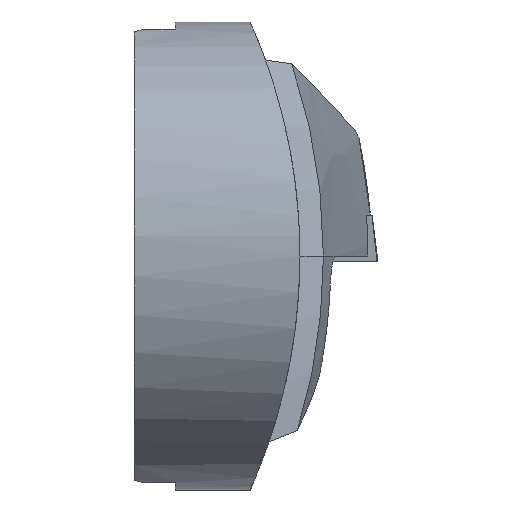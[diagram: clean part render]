
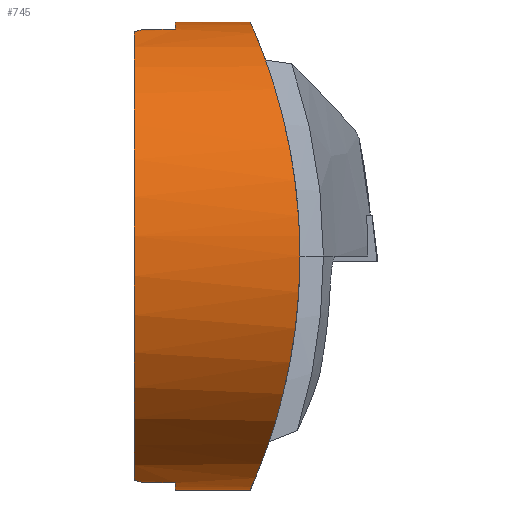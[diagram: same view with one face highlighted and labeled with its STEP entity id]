
A CAD part, left-side view. The second image highlights one B-rep face of the part: STEP entity #745.
In plain terms, the highlighted cylindrical face has radius 12 mm (diameter 24 mm), a partial arc.
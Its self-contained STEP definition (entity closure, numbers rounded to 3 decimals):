
#581=EDGE_CURVE('NONE',#1389,#1529,#1654,.F.);
#609=VERTEX_POINT('NONE',#1685);
#661=EDGE_CURVE('NONE',#1429,#927,#1740,.F.);
#745=ADVANCED_FACE('NONE',(#1831),#1832,.T.);
#907=EDGE_CURVE('NONE',#1025,#1429,#2014,.F.);
#927=VERTEX_POINT('NONE',#2038);
#1025=VERTEX_POINT('NONE',#2145);
#1105=EDGE_CURVE('NONE',#1557,#1521,#2232,.T.);
#1123=EDGE_CURVE('NONE',#1557,#1389,#2253,.F.);
#1277=EDGE_CURVE('NONE',#1405,#609,#2430,.F.);
#1307=EDGE_CURVE('NONE',#1385,#1405,#2462,.F.);
#1367=EDGE_CURVE('NONE',#1529,#1025,#2524,.T.);
#1383=VERTEX_POINT('NONE',#2543);
#1385=VERTEX_POINT('NONE',#2545);
#1389=VERTEX_POINT('NONE',#2549);
#1405=VERTEX_POINT('NONE',#2566);
#1409=EDGE_CURVE('NONE',#927,#1383,#2570,.F.);
#1429=VERTEX_POINT('NONE',#2593);
#1521=VERTEX_POINT('NONE',#2695);
#1529=VERTEX_POINT('NONE',#2703);
#1557=VERTEX_POINT('NONE',#2732);
#1563=EDGE_CURVE('NONE',#609,#1521,#2739,.F.);
#1583=EDGE_CURVE('NONE',#1383,#1385,#2760,.T.);
#1654=B_SPLINE_CURVE_WITH_KNOTS('',3,(#2837,#2838,#2839,#2840,#2841,#2842,#2843,#2844,#2845,#2846,#2847,#2848,#2849,#2850,#2851,#2852,#2853,#2854,#2855,#2856,#2857,#2858),.UNSPECIFIED.,.F.,.F.,(4,2,2,2,2,2,2,2,2,2,4),(34.337,36.628,38.918,41.209,43.499,45.79,48.078,50.366,52.654,54.942,57.23),.UNSPECIFIED.);
#1685=CARTESIAN_POINT('',(-2.95,-2.1,-11.632));
#1740=LINE('',#2979,#2980);
#1831=FACE_OUTER_BOUND('',#3124,.T.);
#1832=CYLINDRICAL_SURFACE('',#3125,12.0);
#2014=CIRCLE('',#3372,12.0);
#2038=CARTESIAN_POINT('',(-2.95,-0.5,11.632));
#2145=CARTESIAN_POINT('',(0.,-2.1,12.0));
#2232=LINE('',#3693,#3694);
#2253=B_SPLINE_CURVE_WITH_KNOTS('',3,(#3722,#3723,#3724,#3725,#3726,#3727,#3728,#3729,#3730,#3731,#3732,#3733,#3734,#3735,#3736,#3737,#3738,#3739,#3740,#3741,#3742,#3743,#3744),.UNSPECIFIED.,.F.,.F.,(4,2,2,2,2,2,2,2,2,3,4),(-20.602,-18.314,-16.026,-13.738,-11.45,-9.162,-6.871,-4.581,-2.29,0.0,2.29),.UNSPECIFIED.);
#2430=LINE('',#4032,#4033);
#2462=ELLIPSE('',#4080,16.971,12.0);
#2524=LINE('',#4200,#4201);
#2543=CARTESIAN_POINT('',(-3.45,0.,11.493));
#2545=CARTESIAN_POINT('',(-3.45,0.0,-11.493));
#2549=CARTESIAN_POINT('',(-12.0,-8.5,0.));
#2566=CARTESIAN_POINT('',(-2.95,-0.5,-11.632));
#2570=ELLIPSE('',#4876,16.971,12.0);
#2593=CARTESIAN_POINT('',(-2.95,-2.1,11.632));
#2695=CARTESIAN_POINT('',(0.,-2.1,-12.0));
#2703=CARTESIAN_POINT('',(0.,-5.949,12.0));
#2732=CARTESIAN_POINT('',(0.,-5.949,-12.0));
#2739=CIRCLE('',#5145,12.0);
#2760=CIRCLE('',#5173,12.0);
#2837=CARTESIAN_POINT('',(2.329,-6.049,11.772));
#2838=CARTESIAN_POINT('',(1.55,-5.982,11.926));
#2839=CARTESIAN_POINT('',(0.763,-5.949,12.0));
#2840=CARTESIAN_POINT('',(-0.763,-5.949,12.0));
#2841=CARTESIAN_POINT('',(-1.55,-5.982,11.926));
#2842=CARTESIAN_POINT('',(-3.108,-6.117,11.618));
#2843=CARTESIAN_POINT('',(-3.879,-6.217,11.384));
#2844=CARTESIAN_POINT('',(-5.354,-6.466,10.769));
#2845=CARTESIAN_POINT('',(-6.059,-6.615,10.388));
#2846=CARTESIAN_POINT('',(-7.361,-6.929,9.51));
#2847=CARTESIAN_POINT('',(-7.957,-7.095,9.013));
#2848=CARTESIAN_POINT('',(-9.013,-7.412,7.958));
#2849=CARTESIAN_POINT('',(-9.509,-7.575,7.361));
#2850=CARTESIAN_POINT('',(-10.387,-7.879,6.06));
#2851=CARTESIAN_POINT('',(-10.769,-8.02,5.355));
#2852=CARTESIAN_POINT('',(-11.384,-8.253,3.879));
#2853=CARTESIAN_POINT('',(-11.618,-8.346,3.107));
#2854=CARTESIAN_POINT('',(-11.926,-8.47,1.549));
#2855=CARTESIAN_POINT('',(-12.0,-8.5,0.763));
#2856=CARTESIAN_POINT('',(-12.0,-8.5,-0.763));
#2857=CARTESIAN_POINT('',(-11.926,-8.47,-1.549));
#2858=CARTESIAN_POINT('',(-11.772,-8.408,-2.328));
#2979=CARTESIAN_POINT('',(-2.95,-15.0,11.632));
#2980=VECTOR('',#5330,1.0);
#3124=EDGE_LOOP('',(#5426,#5427,#5428,#5429,#5430,#5431,#5432,#5433,#5434,#5435,#5436));
#3125=AXIS2_PLACEMENT_3D('',#5437,#5438,#5439);
#3372=AXIS2_PLACEMENT_3D('',#5697,#5698,#5699);
#3693=CARTESIAN_POINT('',(0.,-15.0,-12.0));
#3694=VECTOR('',#5931,1000.0);
#3722=CARTESIAN_POINT('',(-11.772,-8.408,2.328));
#3723=CARTESIAN_POINT('',(-11.926,-8.47,1.549));
#3724=CARTESIAN_POINT('',(-12.0,-8.5,0.763));
#3725=CARTESIAN_POINT('',(-12.0,-8.5,-0.763));
#3726=CARTESIAN_POINT('',(-11.926,-8.47,-1.549));
#3727=CARTESIAN_POINT('',(-11.618,-8.346,-3.107));
#3728=CARTESIAN_POINT('',(-11.384,-8.253,-3.879));
#3729=CARTESIAN_POINT('',(-10.769,-8.02,-5.355));
#3730=CARTESIAN_POINT('',(-10.387,-7.879,-6.06));
#3731=CARTESIAN_POINT('',(-9.509,-7.575,-7.361));
#3732=CARTESIAN_POINT('',(-9.013,-7.412,-7.958));
#3733=CARTESIAN_POINT('',(-7.957,-7.095,-9.013));
#3734=CARTESIAN_POINT('',(-7.361,-6.929,-9.51));
#3735=CARTESIAN_POINT('',(-6.059,-6.615,-10.388));
#3736=CARTESIAN_POINT('',(-5.354,-6.466,-10.769));
#3737=CARTESIAN_POINT('',(-3.879,-6.217,-11.384));
#3738=CARTESIAN_POINT('',(-3.108,-6.117,-11.618));
#3739=CARTESIAN_POINT('',(-1.55,-5.982,-11.926));
#3740=CARTESIAN_POINT('',(-0.763,-5.949,-12.0));
#3741=CARTESIAN_POINT('',(0.,-5.949,-12.0));
#3742=CARTESIAN_POINT('',(0.763,-5.949,-12.0));
#3743=CARTESIAN_POINT('',(1.55,-5.982,-11.926));
#3744=CARTESIAN_POINT('',(2.329,-6.049,-11.772));
#4032=CARTESIAN_POINT('',(-2.95,-15.0,-11.632));
#4033=VECTOR('',#6225,1.0);
#4080=AXIS2_PLACEMENT_3D('',#6266,#6267,#6268);
#4200=CARTESIAN_POINT('',(0.,-15.0,12.0));
#4201=VECTOR('',#6309,1.0);
#4876=AXIS2_PLACEMENT_3D('',#6358,#6359,#6360);
#5145=AXIS2_PLACEMENT_3D('',#6559,#6560,#6561);
#5173=AXIS2_PLACEMENT_3D('',#6578,#6579,#6580);
#5330=DIRECTION('',(0.0,-1.0,0.0));
#5426=ORIENTED_EDGE('',*,*,#1105,.F.);
#5427=ORIENTED_EDGE('',*,*,#1123,.T.);
#5428=ORIENTED_EDGE('',*,*,#581,.T.);
#5429=ORIENTED_EDGE('',*,*,#1367,.T.);
#5430=ORIENTED_EDGE('',*,*,#907,.T.);
#5431=ORIENTED_EDGE('',*,*,#661,.T.);
#5432=ORIENTED_EDGE('',*,*,#1409,.T.);
#5433=ORIENTED_EDGE('',*,*,#1583,.T.);
#5434=ORIENTED_EDGE('',*,*,#1307,.T.);
#5435=ORIENTED_EDGE('',*,*,#1277,.T.);
#5436=ORIENTED_EDGE('',*,*,#1563,.T.);
#5437=CARTESIAN_POINT('',(0.0,-15.0,0.0));
#5438=DIRECTION('',(-0.0,1.0,0.0));
#5439=DIRECTION('',(0.,0.0,-1.0));
#5697=CARTESIAN_POINT('',(0.0,-2.1,0.0));
#5698=DIRECTION('',(0.,1.0,0.));
#5699=DIRECTION('',(0.,0.0,-1.0));
#5931=DIRECTION('',(0.0,1.0,0.0));
#6225=DIRECTION('',(-0.0,1.0,0.0));
#6266=CARTESIAN_POINT('',(0.0,-3.45,0.0));
#6267=DIRECTION('',(0.707,0.707,0.));
#6268=DIRECTION('',(0.707,-0.707,0.));
#6309=DIRECTION('',(-0.0,1.0,0.0));
#6358=CARTESIAN_POINT('',(0.0,-3.45,0.0));
#6359=DIRECTION('',(0.707,0.707,0.));
#6360=DIRECTION('',(0.707,-0.707,0.));
#6559=CARTESIAN_POINT('',(0.0,-2.1,0.0));
#6560=DIRECTION('',(0.,1.0,0.));
#6561=DIRECTION('',(0.,0.0,-1.0));
#6578=CARTESIAN_POINT('',(0.0,0.0,0.0));
#6579=DIRECTION('',(0.0,-1.0,-0.0));
#6580=DIRECTION('',(0.,0.0,-1.0));
